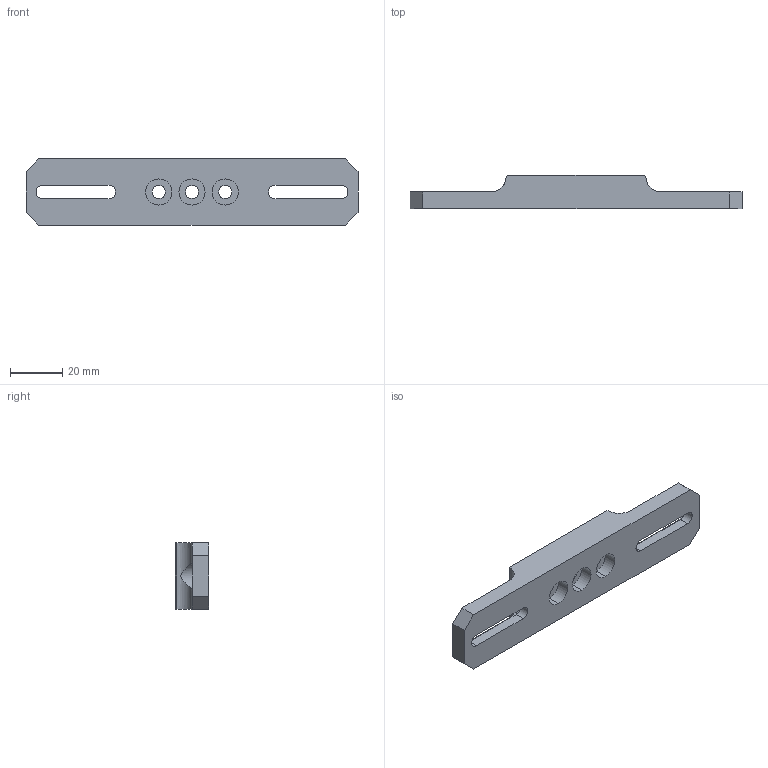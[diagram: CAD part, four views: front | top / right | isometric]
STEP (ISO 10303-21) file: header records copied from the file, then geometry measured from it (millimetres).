
FILE_DESCRIPTION (( 'STEP AP203' ), '1' );
FILE_NAME ('REV-21-4016_Rev_UNLINKED.STEP', '2025-11-14T19:35:03', ( '' ), ( '' ), 'SwSTEP 2.0', 'SolidWorks 2022', '' );
FILE_SCHEMA (( 'CONFIG_CONTROL_DESIGN' ));
Length unit declared in the file: millimetre
Products named in the file (1): REV-21-4016_Rev_UNLINKED
Bounding box: 127 x 12.7 x 25.4 mm (x, y, z)
Volume: 24735.2 mm3; surface area: 10214.8 mm2
Topology: 1 solids, 1 shells, 549 faces, 1479 edges, 985 vertices
Faces by surface type: plane 433, bspline 94, cylinder 22
Entity records: 22764 total; most frequent: CARTESIAN_POINT 9474, ORIENTED_EDGE 2958, DIRECTION 2247, EDGE_CURVE 1479, LINE 1243, VECTOR 1243, VERTEX_POINT 985, EDGE_LOOP 612
